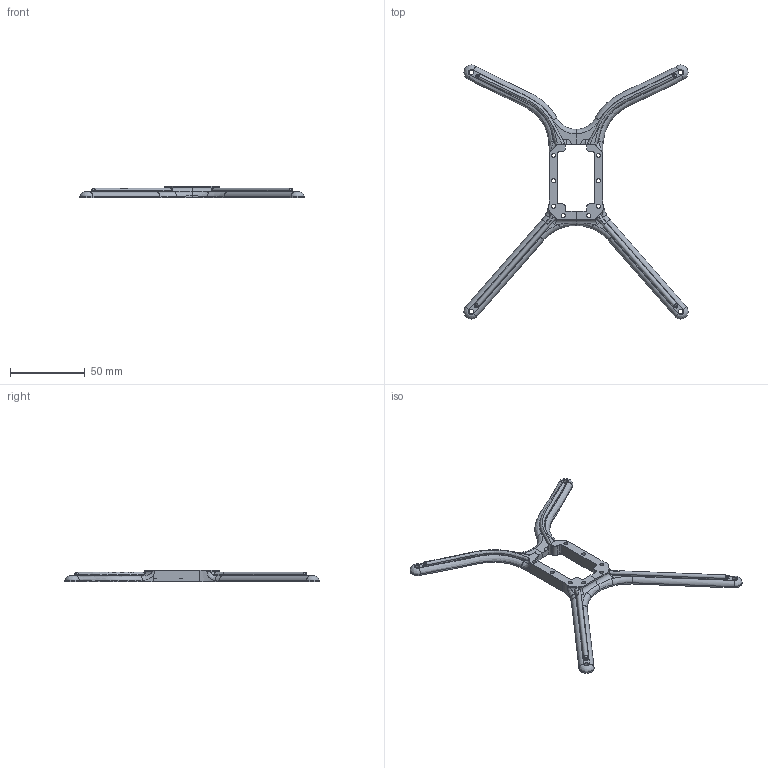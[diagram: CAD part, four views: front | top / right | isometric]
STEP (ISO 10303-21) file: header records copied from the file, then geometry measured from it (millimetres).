
FILE_DESCRIPTION(/* description */ (''),/* implementation_level */ '2;1');
FILE_NAME(/* name */ 'Base_plate.step',/* time_stamp */ '2018-10-29T17:32:01+11:00',/* author */ ('TaylorY96'),/* organization */ (''),/* preprocessor_version */ 'ST-DEVELOPER v17.2',/* originating_system */ 'Autodesk Translation Framework v7.6.0.251',/* authorisation */ '');
FILE_SCHEMA (('AUTOMOTIVE_DESIGN { 1 0 10303 214 3 1 1 }'));
Length unit declared in the file: millimetre
Products named in the file (3): Tank_combined; Gripper-MX28 v35; Base_Plate
Assembly tree (2 placements, depth 3):
  Tank_combined
    Gripper-MX28 v35
      Base_Plate
Bounding box: 150 x 170 x 8 mm (x, y, z)
Volume: 21202.1 mm3; surface area: 14903.1 mm2
Topology: 2 solids, 2 shells, 176 faces, 456 edges, 290 vertices
Faces by surface type: cylinder 58, plane 56, bspline 52, torus 10
Full cylindrical faces by diameter (mm): 2.7 x8, 3 x4, 4.8 x8
Entity records: 8534 total; most frequent: CARTESIAN_POINT 4432, ORIENTED_EDGE 908, DIRECTION 726, EDGE_CURVE 454, VERTEX_POINT 290, AXIS2_PLACEMENT_3D 279, EDGE_LOOP 208, FACE_OUTER_BOUND 176
